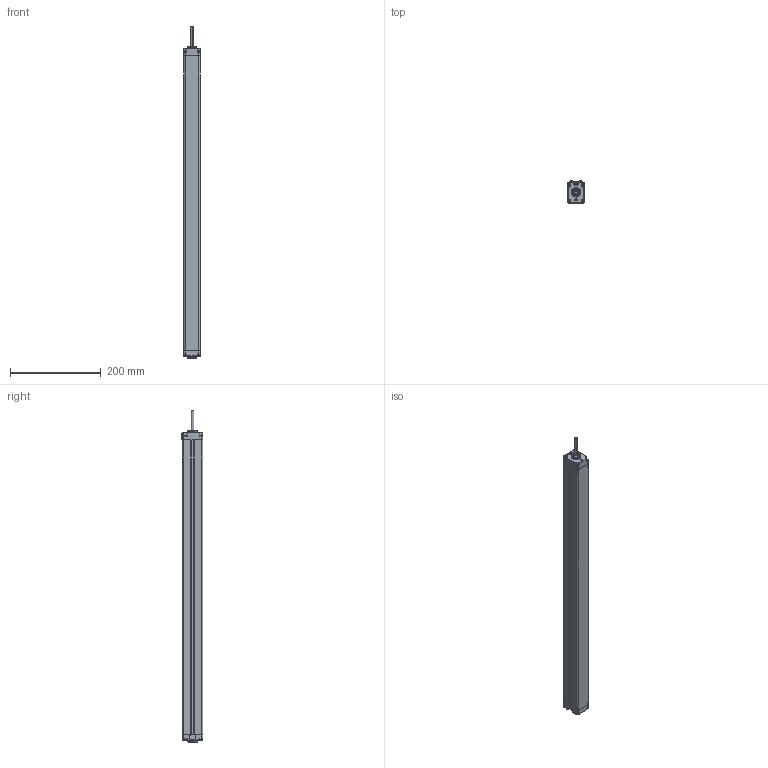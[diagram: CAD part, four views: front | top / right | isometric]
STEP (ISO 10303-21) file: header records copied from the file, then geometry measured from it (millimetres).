
FILE_DESCRIPTION((''),'2;1');
FILE_NAME('206097_ASM','2018-04-23T',('pdmadmin'),('BANNER ENGINEERING'),'CREO PARAMETRIC BY PTC INC, 2016260','CREO PARAMETRIC BY PTC INC, 2016260','');
FILE_SCHEMA(('CONFIG_CONTROL_DESIGN'));
Length unit declared in the file: inch
Products named in the file (16): 120095; 111625; 120372; 122072; 120191_AF1; 121071_AF1_ASM; 124971; 125346; 131958; 125390_ASM; 109551; 125310; 114466; 111834; 111835; 206097_ASM
Assembly tree (23 placements, depth 3):
  206097_ASM
    121071_AF1_ASM
      120095
      111625
      120372
      122072
      120191_AF1
    125390_ASM
      124971
      125346
      131958
    109551
    125310
    114466  x8
    111834
    111835  x2
Bounding box: 36 x 47.45 x 732.1 mm (x, y, z)
Volume: 436651.9 mm3; surface area: 276373 mm2
Topology: 21 solids, 29 shells, 2355 faces, 6438 edges, 4171 vertices
Faces by surface type: plane 1184, cylinder 927, bspline 138, torus 56, cone 26, sphere 24
Entity records: 43034 total; most frequent: CARTESIAN_POINT 13735, ORIENTED_EDGE 6090, DIRECTION 5860, EDGE_CURVE 3061, VECTOR 2074, LINE 2074, VERTEX_POINT 1950, AXIS2_PLACEMENT_3D 1893
